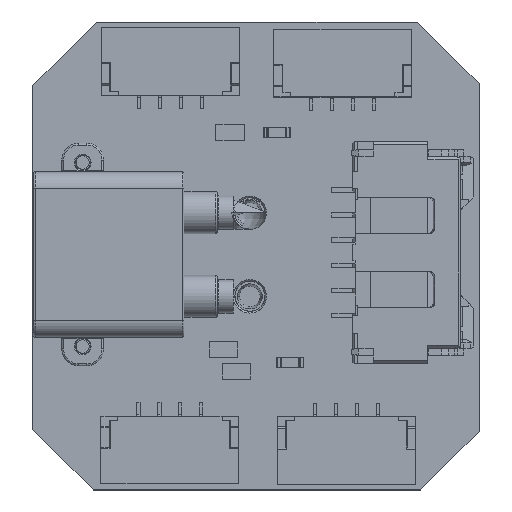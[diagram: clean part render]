
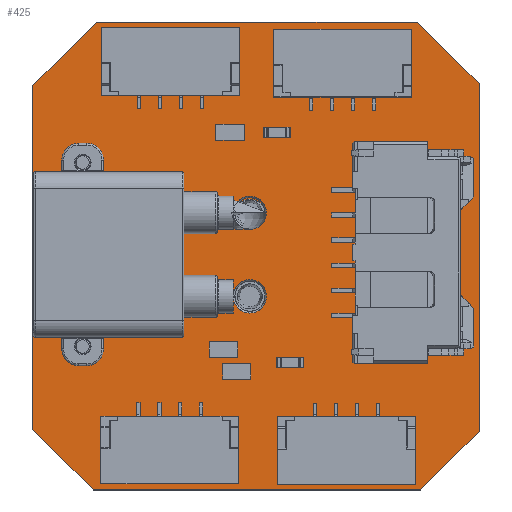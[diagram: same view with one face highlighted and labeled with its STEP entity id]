
A CAD part, top view. The second image highlights one B-rep face of the part: STEP entity #425.
In plain terms, the highlighted planar face has unit normal (0, 0, 1).
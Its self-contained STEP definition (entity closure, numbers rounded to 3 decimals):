
#24 = VERTEX_POINT('',#25);
#25 = CARTESIAN_POINT('',(127.,260.6,0.));
#31 = EDGE_CURVE('',#24,#32,#34,.T.);
#32 = VERTEX_POINT('',#33);
#33 = CARTESIAN_POINT('',(127.,281.2,0.));
#34 = LINE('',#35,#36);
#35 = CARTESIAN_POINT('',(127.,260.6,0.));
#36 = VECTOR('',#37,1.);
#37 = DIRECTION('',(0.,1.,0.));
#62 = EDGE_CURVE('',#32,#63,#65,.T.);
#63 = VERTEX_POINT('',#64);
#64 = CARTESIAN_POINT('',(130.8,285.,0.));
#65 = LINE('',#66,#67);
#66 = CARTESIAN_POINT('',(127.,281.2,0.));
#67 = VECTOR('',#68,1.);
#68 = DIRECTION('',(0.707,0.707,0.));
#93 = EDGE_CURVE('',#63,#94,#96,.T.);
#94 = VERTEX_POINT('',#95);
#95 = CARTESIAN_POINT('',(150.,285.,0.));
#96 = LINE('',#97,#98);
#97 = CARTESIAN_POINT('',(130.8,285.,0.));
#98 = VECTOR('',#99,1.);
#99 = DIRECTION('',(1.,0.,0.));
#124 = EDGE_CURVE('',#94,#125,#127,.T.);
#125 = VERTEX_POINT('',#126);
#126 = CARTESIAN_POINT('',(153.7,281.3,0.));
#127 = LINE('',#128,#129);
#128 = CARTESIAN_POINT('',(150.,285.,0.));
#129 = VECTOR('',#130,1.);
#130 = DIRECTION('',(0.707,-0.707,0.));
#155 = EDGE_CURVE('',#125,#156,#158,.T.);
#156 = VERTEX_POINT('',#157);
#157 = CARTESIAN_POINT('',(153.7,260.5,0.));
#158 = LINE('',#159,#160);
#159 = CARTESIAN_POINT('',(153.7,281.3,0.));
#160 = VECTOR('',#161,1.);
#161 = DIRECTION('',(0.,-1.,0.));
#186 = EDGE_CURVE('',#156,#187,#189,.T.);
#187 = VERTEX_POINT('',#188);
#188 = CARTESIAN_POINT('',(150.2,257.,0.));
#189 = LINE('',#190,#191);
#190 = CARTESIAN_POINT('',(153.7,260.5,0.));
#191 = VECTOR('',#192,1.);
#192 = DIRECTION('',(-0.707,-0.707,0.));
#217 = EDGE_CURVE('',#187,#218,#220,.T.);
#218 = VERTEX_POINT('',#219);
#219 = CARTESIAN_POINT('',(130.6,257.,0.));
#220 = LINE('',#221,#222);
#221 = CARTESIAN_POINT('',(150.2,257.,0.));
#222 = VECTOR('',#223,1.);
#223 = DIRECTION('',(-1.,0.,0.));
#248 = EDGE_CURVE('',#218,#24,#249,.T.);
#249 = LINE('',#250,#251);
#250 = CARTESIAN_POINT('',(130.6,257.,0.));
#251 = VECTOR('',#252,1.);
#252 = DIRECTION('',(-0.707,0.707,0.));
#272 = VERTEX_POINT('',#273);
#273 = CARTESIAN_POINT('',(130.567,265.626,0.));
#279 = EDGE_CURVE('',#272,#272,#280,.T.);
#280 = CIRCLE('',#281,0.6);
#281 = AXIS2_PLACEMENT_3D('',#282,#283,#284);
#282 = CARTESIAN_POINT('',(129.967,265.626,0.));
#283 = DIRECTION('',(0.,0.,1.));
#284 = DIRECTION('',(1.,0.,-0.));
#305 = VERTEX_POINT('',#306);
#306 = CARTESIAN_POINT('',(130.618,276.624,0.));
#312 = EDGE_CURVE('',#305,#305,#313,.T.);
#313 = CIRCLE('',#314,0.6);
#314 = AXIS2_PLACEMENT_3D('',#315,#316,#317);
#315 = CARTESIAN_POINT('',(130.018,276.624,0.));
#316 = DIRECTION('',(0.,0.,1.));
#317 = DIRECTION('',(1.,0.,-0.));
#338 = VERTEX_POINT('',#339);
#339 = CARTESIAN_POINT('',(140.9,268.6,0.));
#345 = EDGE_CURVE('',#338,#338,#346,.T.);
#346 = CIRCLE('',#347,0.9);
#347 = AXIS2_PLACEMENT_3D('',#348,#349,#350);
#348 = CARTESIAN_POINT('',(140.,268.6,0.));
#349 = DIRECTION('',(0.,0.,1.));
#350 = DIRECTION('',(1.,0.,-0.));
#371 = VERTEX_POINT('',#372);
#372 = CARTESIAN_POINT('',(140.9,273.5,0.));
#378 = EDGE_CURVE('',#371,#371,#379,.T.);
#379 = CIRCLE('',#380,0.9);
#380 = AXIS2_PLACEMENT_3D('',#381,#382,#383);
#381 = CARTESIAN_POINT('',(140.,273.5,0.));
#382 = DIRECTION('',(0.,0.,1.));
#383 = DIRECTION('',(1.,0.,-0.));
#425 = ADVANCED_FACE('',(#426,#436,#439,#442,#445),#448,.F.);
#426 = FACE_BOUND('',#427,.F.);
#427 = EDGE_LOOP('',(#428,#429,#430,#431,#432,#433,#434,#435));
#428 = ORIENTED_EDGE('',*,*,#31,.T.);
#429 = ORIENTED_EDGE('',*,*,#62,.T.);
#430 = ORIENTED_EDGE('',*,*,#93,.T.);
#431 = ORIENTED_EDGE('',*,*,#124,.T.);
#432 = ORIENTED_EDGE('',*,*,#155,.T.);
#433 = ORIENTED_EDGE('',*,*,#186,.T.);
#434 = ORIENTED_EDGE('',*,*,#217,.T.);
#435 = ORIENTED_EDGE('',*,*,#248,.T.);
#436 = FACE_BOUND('',#437,.F.);
#437 = EDGE_LOOP('',(#438));
#438 = ORIENTED_EDGE('',*,*,#279,.T.);
#439 = FACE_BOUND('',#440,.F.);
#440 = EDGE_LOOP('',(#441));
#441 = ORIENTED_EDGE('',*,*,#312,.T.);
#442 = FACE_BOUND('',#443,.F.);
#443 = EDGE_LOOP('',(#444));
#444 = ORIENTED_EDGE('',*,*,#345,.T.);
#445 = FACE_BOUND('',#446,.F.);
#446 = EDGE_LOOP('',(#447));
#447 = ORIENTED_EDGE('',*,*,#378,.T.);
#448 = PLANE('',#449);
#449 = AXIS2_PLACEMENT_3D('',#450,#451,#452);
#450 = CARTESIAN_POINT('',(140.369,270.961,0.));
#451 = DIRECTION('',(-0.,-0.,-1.));
#452 = DIRECTION('',(-1.,0.,0.));
